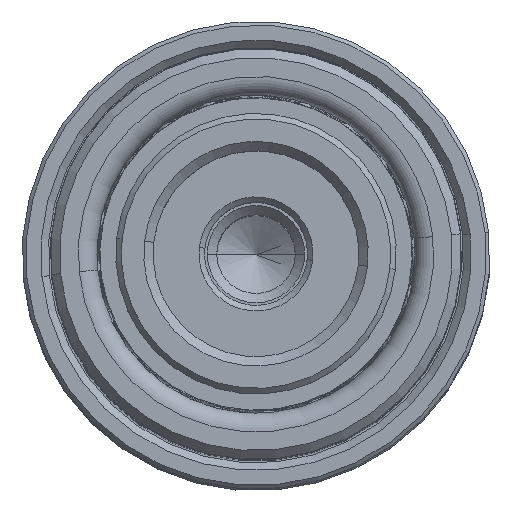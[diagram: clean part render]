
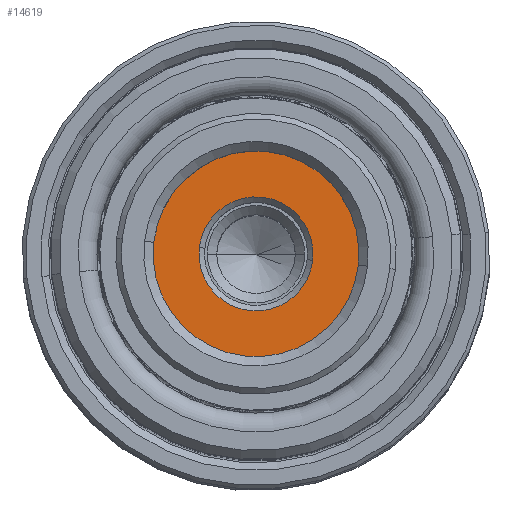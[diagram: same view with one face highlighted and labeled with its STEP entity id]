
A CAD part, top view. The second image highlights one B-rep face of the part: STEP entity #14619.
In plain terms, the highlighted face is planar.
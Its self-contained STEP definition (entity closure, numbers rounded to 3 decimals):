
#229 = CARTESIAN_POINT ( 'NONE',  ( 0., 0., 6.5 ) ) ;
#1261 = DIRECTION ( 'NONE',  ( 1., 0., 0. ) ) ;
#3098 = DIRECTION ( 'NONE',  ( 1., 0., 0. ) ) ;
#3260 = CARTESIAN_POINT ( 'NONE',  ( 0., 0., 6.5 ) ) ;
#6049 = EDGE_LOOP ( 'NONE', ( #33634, #22216 ) ) ;
#6123 = DIRECTION ( 'NONE',  ( -1., 0., 0. ) ) ;
#6426 = AXIS2_PLACEMENT_3D ( 'NONE', #3260, #23058, #6123 ) ;
#8314 = AXIS2_PLACEMENT_3D ( 'NONE', #229, #20058, #3098 ) ;
#8399 = DIRECTION ( 'NONE',  ( 0., 0., -1. ) ) ;
#9896 = EDGE_CURVE ( 'NONE', #15070, #34457, #13673, .T. ) ;
#10446 = ORIENTED_EDGE ( 'NONE', *, *, #9896, .T. ) ;
#11995 = VERTEX_POINT ( 'NONE', #23688 ) ;
#12915 = EDGE_CURVE ( 'NONE', #34457, #15070, #25555, .T. ) ;
#13673 = CIRCLE ( 'NONE', #28866, 5.5 ) ;
#14619 = ADVANCED_FACE ( 'NONE', ( #33018, #25518 ), #30676, .F. ) ;
#15045 = VERTEX_POINT ( 'NONE', #21037 ) ;
#15070 = VERTEX_POINT ( 'NONE', #18578 ) ;
#16627 = DIRECTION ( 'NONE',  ( 1., 0., 0. ) ) ;
#18230 = DIRECTION ( 'NONE',  ( 0., 0., 1. ) ) ;
#18578 = CARTESIAN_POINT ( 'NONE',  ( 5.5, 0., 6.5 ) ) ;
#20058 = DIRECTION ( 'NONE',  ( 0., 0., 1. ) ) ;
#21037 = CARTESIAN_POINT ( 'NONE',  ( 3.05, 0., 6.5 ) ) ;
#22169 = CIRCLE ( 'NONE', #32493, 3.05 ) ;
#22216 = ORIENTED_EDGE ( 'NONE', *, *, #36577, .T. ) ;
#23058 = DIRECTION ( 'NONE',  ( 0., 0., -1. ) ) ;
#23688 = CARTESIAN_POINT ( 'NONE',  ( -3.05, 0., 6.5 ) ) ;
#25310 = CARTESIAN_POINT ( 'NONE',  ( 0., 0., 6.5 ) ) ;
#25518 = FACE_OUTER_BOUND ( 'NONE', #31073, .T. ) ;
#25555 = CIRCLE ( 'NONE', #6426, 5.5 ) ;
#27256 = ORIENTED_EDGE ( 'NONE', *, *, #12915, .T. ) ;
#28101 = EDGE_CURVE ( 'NONE', #11995, #15045, #22169, .T. ) ;
#28140 = DIRECTION ( 'NONE',  ( -1., 0., 0. ) ) ;
#28809 = CARTESIAN_POINT ( 'NONE',  ( -5.5, 0., 6.5 ) ) ;
#28866 = AXIS2_PLACEMENT_3D ( 'NONE', #25310, #8399, #28140 ) ;
#30676 = PLANE ( 'NONE',  #32565 ) ;
#31073 = EDGE_LOOP ( 'NONE', ( #27256, #10446 ) ) ;
#31283 = CIRCLE ( 'NONE', #8314, 3.05 ) ;
#32493 = AXIS2_PLACEMENT_3D ( 'NONE', #35126, #18230, #1261 ) ;
#32565 = AXIS2_PLACEMENT_3D ( 'NONE', #36270, #33536, #16627 ) ;
#33018 = FACE_BOUND ( 'NONE', #6049, .T. ) ;
#33536 = DIRECTION ( 'NONE',  ( 0., 0., 1. ) ) ;
#33634 = ORIENTED_EDGE ( 'NONE', *, *, #28101, .T. ) ;
#34457 = VERTEX_POINT ( 'NONE', #28809 ) ;
#35126 = CARTESIAN_POINT ( 'NONE',  ( 0., 0., 6.5 ) ) ;
#36270 = CARTESIAN_POINT ( 'NONE',  ( 2.75, 0., 6.5 ) ) ;
#36577 = EDGE_CURVE ( 'NONE', #15045, #11995, #31283, .T. ) ;
